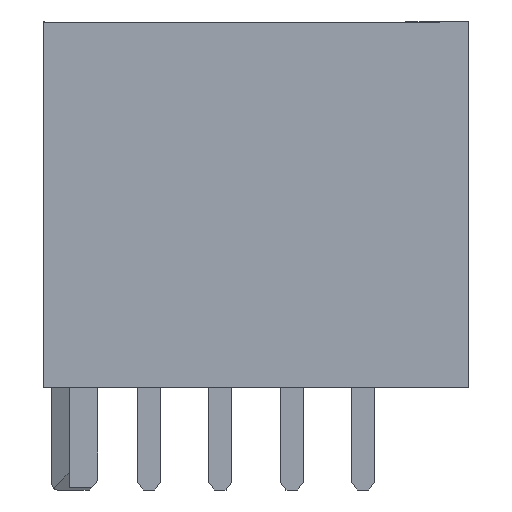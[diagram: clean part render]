
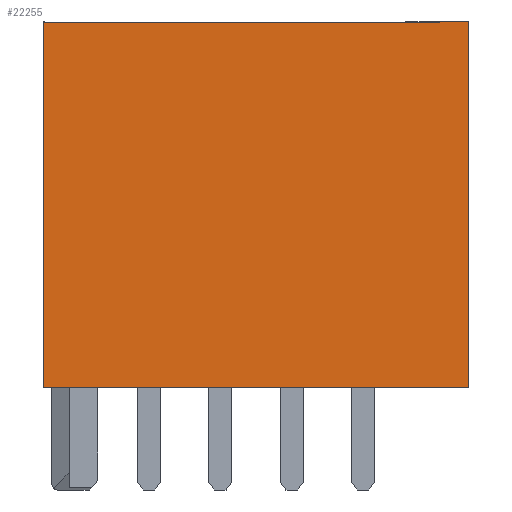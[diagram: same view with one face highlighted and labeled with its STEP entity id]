
A CAD part, left-side view. The second image highlights one B-rep face of the part: STEP entity #22255.
In plain terms, the highlighted planar face has unit normal (-1, 0, 0).
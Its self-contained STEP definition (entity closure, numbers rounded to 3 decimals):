
#2950=ORIENTED_EDGE('',*,*,#6704,.F.);
#2951=ORIENTED_EDGE('',*,*,#6861,.F.);
#2952=ORIENTED_EDGE('',*,*,#6713,.F.);
#2953=ORIENTED_EDGE('',*,*,#6696,.F.);
#6696=EDGE_CURVE('',#8742,#8743,#10600,.T.);
#6704=EDGE_CURVE('',#8748,#8742,#10608,.T.);
#6713=EDGE_CURVE('',#8743,#8753,#10617,.T.);
#6861=EDGE_CURVE('',#8753,#8748,#10765,.T.);
#8742=VERTEX_POINT('',#31014);
#8743=VERTEX_POINT('',#31016);
#8748=VERTEX_POINT('',#31030);
#8753=VERTEX_POINT('',#31051);
#10600=LINE('',#31015,#12893);
#10608=LINE('',#31031,#12901);
#10617=LINE('',#31050,#12910);
#10765=LINE('',#31320,#13058);
#12893=VECTOR('',#26046,1000.);
#12901=VECTOR('',#26058,1000.);
#12910=VECTOR('',#26079,1000.);
#13058=VECTOR('',#26369,1000.);
#14128=EDGE_LOOP('',(#2950,#2951,#2952,#2953));
#14994=FACE_BOUND('',#14128,.T.);
#15799=PLANE('',#23167);
#22255=ADVANCED_FACE('',(#14994),#15799,.F.);
#23167=AXIS2_PLACEMENT_3D('',#31319,#26367,#26368);
#26046=DIRECTION('',(0.,1.,0.));
#26058=DIRECTION('',(0.,0.,-1.));
#26079=DIRECTION('',(0.,0.,1.));
#26367=DIRECTION('',(1.,0.,0.));
#26368=DIRECTION('',(0.,0.,1.));
#26369=DIRECTION('',(0.,-1.,0.));
#31014=CARTESIAN_POINT('',(-18.5,-7.45,-6.4));
#31015=CARTESIAN_POINT('',(-18.5,-7.45,-6.4));
#31016=CARTESIAN_POINT('',(-18.5,7.45,-6.4));
#31030=CARTESIAN_POINT('',(-18.5,-7.45,6.4));
#31031=CARTESIAN_POINT('',(-18.5,-7.45,6.4));
#31050=CARTESIAN_POINT('',(-18.5,7.45,-6.4));
#31051=CARTESIAN_POINT('',(-18.5,7.45,6.4));
#31319=CARTESIAN_POINT('',(-18.5,0.,0.));
#31320=CARTESIAN_POINT('',(-18.5,7.45,6.4));
